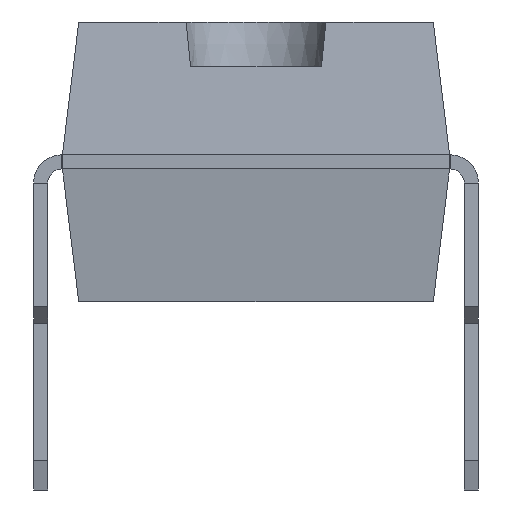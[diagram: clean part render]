
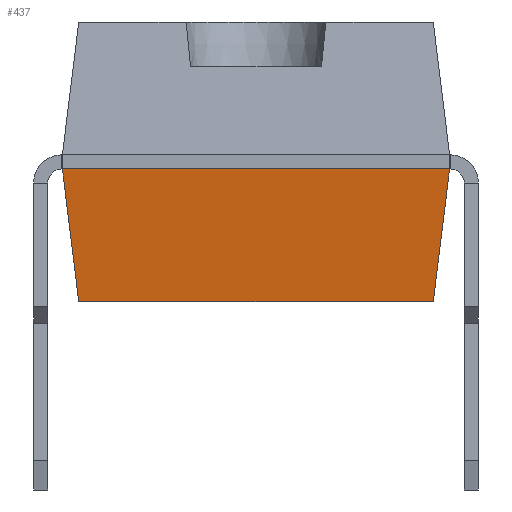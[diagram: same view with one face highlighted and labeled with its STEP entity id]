
A CAD part, left-side view. The second image highlights one B-rep face of the part: STEP entity #437.
In plain terms, the highlighted planar face has unit normal (-0.993, 0, -0.122).
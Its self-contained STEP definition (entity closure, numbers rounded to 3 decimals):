
#437=ADVANCED_FACE('',(#6385),#6387,.T.);
#6385=FACE_BOUND('',#6386,.T.);
#6386=EDGE_LOOP('',(#10780,#10781,#10782,#10783));
#6387=PLANE('',#6388);
#6388=AXIS2_PLACEMENT_3D('',#6389,#6390,#6391);
#6389=CARTESIAN_POINT('',(-1.301,6.946,0.38));
#6390=DIRECTION('',(-0.993,-0.,-0.122));
#6391=DIRECTION('',(0.,-1.,0.));
#10780=ORIENTED_EDGE('',*,*,#13731,.F.);
#10781=ORIENTED_EDGE('',*,*,#13738,.F.);
#10782=ORIENTED_EDGE('',*,*,#13739,.T.);
#10783=ORIENTED_EDGE('',*,*,#13740,.T.);
#13731=EDGE_CURVE('',#15232,#15234,#15235,.T.);
#13738=EDGE_CURVE('',#15244,#15232,#15245,.T.);
#13739=EDGE_CURVE('',#15244,#15246,#15247,.T.);
#13740=EDGE_CURVE('',#15246,#15234,#15248,.T.);
#15232=VERTEX_POINT('',#17680);
#15234=VERTEX_POINT('',#17684);
#15235=LINE('',#17685,#17686);
#15244=VERTEX_POINT('',#17708);
#15245=LINE('',#17709,#17710);
#15246=VERTEX_POINT('',#17712);
#15247=LINE('',#17713,#17714);
#15248=LINE('',#17716,#17717);
#17680=CARTESIAN_POINT('',(-1.59,7.235,2.73));
#17684=CARTESIAN_POINT('',(-1.59,0.385,2.73));
#17685=CARTESIAN_POINT('',(-1.59,7.235,2.73));
#17686=VECTOR('',#17687,1.);
#17687=DIRECTION('',(0.,-1.,0.));
#17708=CARTESIAN_POINT('',(-1.301,6.946,0.38));
#17709=CARTESIAN_POINT('',(-1.301,6.946,0.38));
#17710=VECTOR('',#17711,1.);
#17711=DIRECTION('',(-0.121,0.121,0.985));
#17712=CARTESIAN_POINT('',(-1.301,0.674,0.38));
#17713=CARTESIAN_POINT('',(-1.301,6.946,0.38));
#17714=VECTOR('',#17715,1.);
#17715=DIRECTION('',(0.,-1.,0.));
#17716=CARTESIAN_POINT('',(-1.301,0.674,0.38));
#17717=VECTOR('',#17718,1.);
#17718=DIRECTION('',(-0.121,-0.121,0.985));
